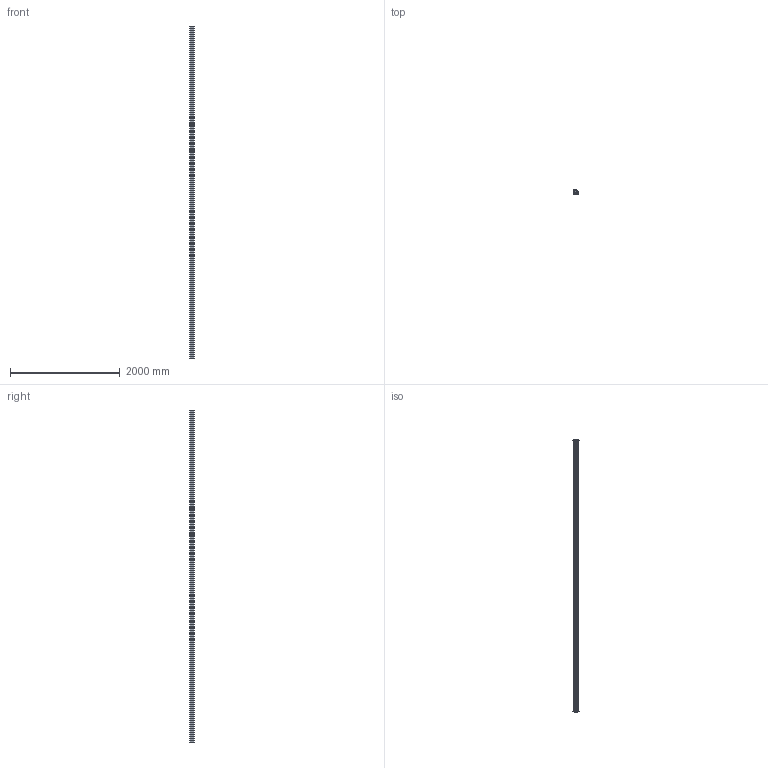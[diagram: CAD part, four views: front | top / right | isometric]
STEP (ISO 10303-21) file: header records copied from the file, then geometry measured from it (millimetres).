
FILE_DESCRIPTION(/* description */ ('STEP AP214'),/* implementation_level */ '2;1');
FILE_NAME(/* name */ '1025882.stp',/* time_stamp */ '2024-04-30T15:48:28+02:00',/* author */ ('b.steehouwer'),/* organization */ (''),/* preprocessor_version */ 'ST-DEVELOPER v18.1',/* originating_system */ 'Autodesk Inventor 2021',/* authorisation */ '');
FILE_SCHEMA (('AUTOMOTIVE_DESIGN { 1 0 10303 214 3 1 1 }'));
Length unit declared in the file: millimetre
Products named in the file (1): 1025882
Bounding box: 80 x 80 x 6060 mm (x, y, z)
Volume: 11447987.8 mm3; surface area: 6474058.2 mm2
Topology: 1 solids, 1 shells, 290 faces, 864 edges, 576 vertices
Faces by surface type: plane 149, cylinder 141
Full cylindrical faces by diameter (mm): 6.8 x3
Entity records: 9887 total; most frequent: CARTESIAN_POINT 1731, ORIENTED_EDGE 1728, DIRECTION 1728, EDGE_CURVE 864, LINE 582, VECTOR 582, VERTEX_POINT 576, AXIS2_PLACEMENT_3D 573
